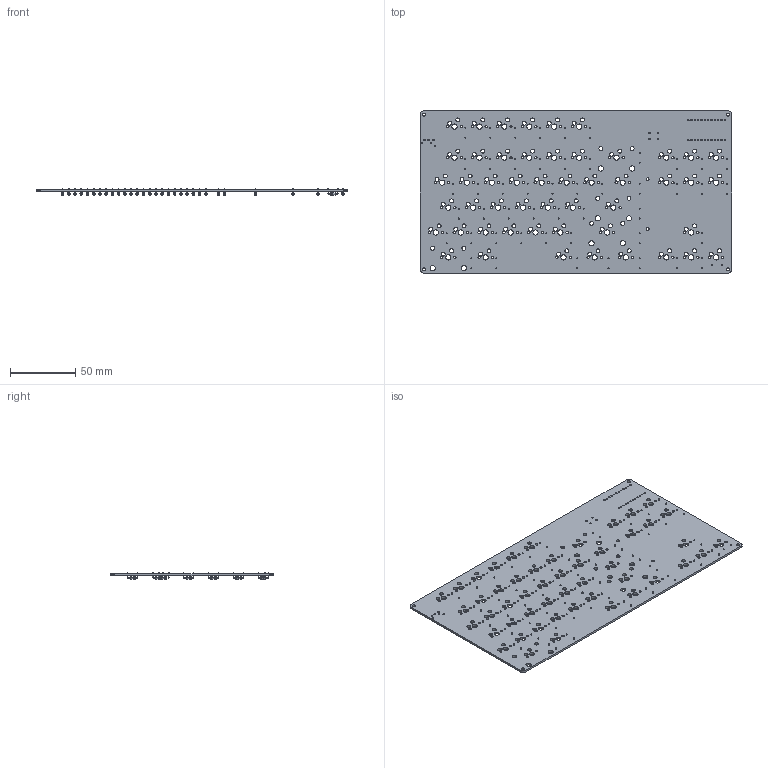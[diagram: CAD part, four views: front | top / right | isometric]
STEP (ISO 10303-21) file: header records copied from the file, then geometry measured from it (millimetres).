
FILE_DESCRIPTION(('KiCad electronic assembly'),'2;1');
FILE_NAME('Entry-right.step','2023-08-02T14:30:41',('Pcbnew'),('Kicad'), 'Open CASCADE STEP processor 7.6','KiCad to STEP converter','Unknown' );
FILE_SCHEMA(('AUTOMOTIVE_DESIGN { 1 0 10303 214 1 1 1 1 }'));
Length unit declared in the file: millimetre
Products named in the file (4): Entry-right 1; D_DO-35_SOD27_P7.62mm_Horizontal; COMPOUND; Entry-right PCB
Assembly tree (52 placements, depth 3):
  Entry-right 1
    D_DO-35_SOD27_P7.62mm_Horizontal  x50
      COMPOUND
    Entry-right PCB
Bounding box: 238.36 x 124.06 x 5.01 mm (x, y, z)
Volume: 45125.4 mm3; surface area: 63616.3 mm2
Topology: 101 solids, 101 shells, 1360 faces, 2874 edges, 1816 vertices
Faces by surface type: cylinder 702, plane 458, torus 200
Full cylindrical faces by diameter (mm): 0.5 x150, 0.8 x102, 1.1 x24, 1.3 x4, 1.75 x100, 2 x100, 2.02 x50, 2.2 x6, 3 x100, 3.048 x8, 3.988 x58
Entity records: 46299 total; most frequent: CARTESIAN_POINT 11689, DIRECTION 6368, LINE 3460, VECTOR 3460, ORIENTED_EDGE 3396, PCURVE 3396, DEFINITIONAL_REPRESENTATION 3396, EDGE_CURVE 1698
